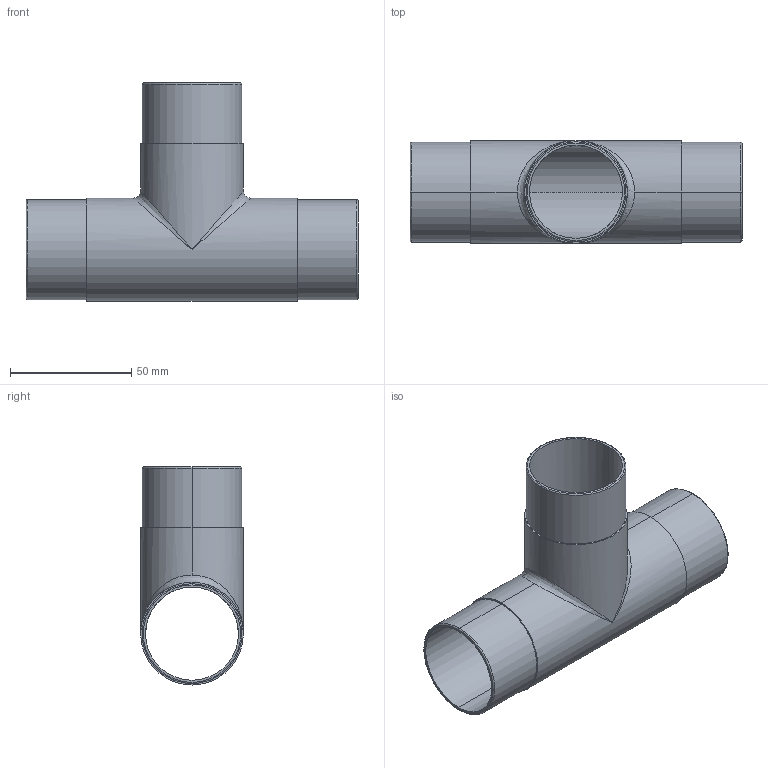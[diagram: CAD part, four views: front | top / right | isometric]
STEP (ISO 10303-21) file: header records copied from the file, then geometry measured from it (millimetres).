
FILE_DESCRIPTION (( 'STEP AP203' ), '1' );
FILE_NAME ('3D_GR1094_42.4x2_188701940.STEP', '2024-10-09T06:03:20', ( '' ), ( '' ), 'SwSTEP 2.0', 'SolidWorks 2024', '' );
FILE_SCHEMA (( 'CONFIG_CONTROL_DESIGN' ));
Length unit declared in the file: millimetre
Products named in the file (1): 3D_GR1094_42.4x2_188701940
Bounding box: 137 x 42.4 x 90 mm (x, y, z)
Volume: 39622.6 mm3; surface area: 45939.9 mm2
Topology: 1 solids, 1 shells, 30 faces, 76 edges, 42 vertices
Faces by surface type: cylinder 14, torus 6, plane 6, bspline 4
Entity records: 1345 total; most frequent: CARTESIAN_POINT 617, DIRECTION 142, ORIENTED_EDGE 136, EDGE_CURVE 68, AXIS2_PLACEMENT_3D 63, VERTEX_POINT 42, CIRCLE 36, EDGE_LOOP 36
